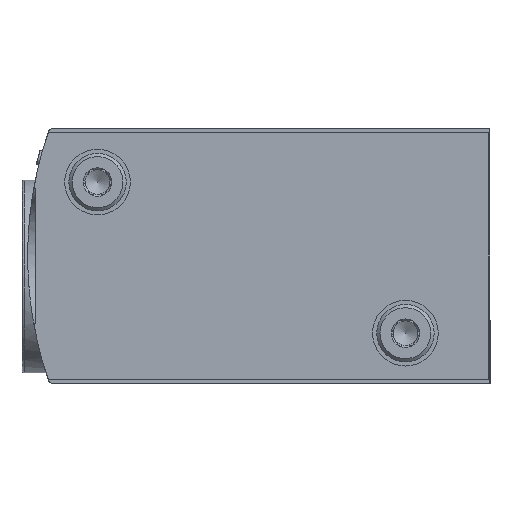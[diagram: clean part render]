
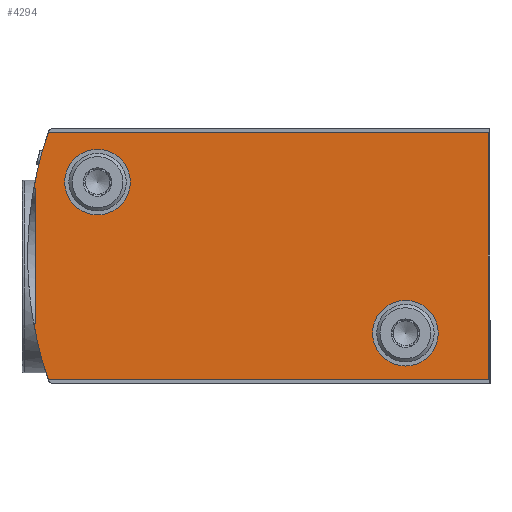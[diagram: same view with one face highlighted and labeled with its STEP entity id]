
A CAD part, left-side view. The second image highlights one B-rep face of the part: STEP entity #4294.
In plain terms, the highlighted planar face has unit normal (-1, 0, 0).
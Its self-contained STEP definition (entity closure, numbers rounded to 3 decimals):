
#512=LINE('',#7299,#875);
#513=LINE('',#7301,#876);
#514=LINE('',#7303,#877);
#515=LINE('',#7306,#878);
#516=LINE('',#7308,#879);
#517=LINE('',#7310,#880);
#875=VECTOR('',#5929,1000.);
#876=VECTOR('',#5930,1000.);
#877=VECTOR('',#5931,1000.);
#878=VECTOR('',#5934,1000.);
#879=VECTOR('',#5935,1000.);
#880=VECTOR('',#5936,1000.);
#1910=ORIENTED_EDGE('',*,*,#2580,.T.);
#1911=ORIENTED_EDGE('',*,*,#2581,.T.);
#1912=ORIENTED_EDGE('',*,*,#2582,.F.);
#1913=ORIENTED_EDGE('',*,*,#2583,.F.);
#1914=ORIENTED_EDGE('',*,*,#2584,.F.);
#1915=ORIENTED_EDGE('',*,*,#2577,.F.);
#1916=ORIENTED_EDGE('',*,*,#2585,.F.);
#1917=ORIENTED_EDGE('',*,*,#2586,.F.);
#1918=ORIENTED_EDGE('',*,*,#2587,.F.);
#1919=ORIENTED_EDGE('',*,*,#2588,.F.);
#1920=ORIENTED_EDGE('',*,*,#2589,.F.);
#1921=ORIENTED_EDGE('',*,*,#2573,.F.);
#2573=EDGE_CURVE('',#3009,#3011,#3230,.T.);
#2577=EDGE_CURVE('',#3014,#3015,#3232,.T.);
#2580=EDGE_CURVE('',#3017,#3017,#3233,.T.);
#2581=EDGE_CURVE('',#3018,#3018,#3234,.T.);
#2582=EDGE_CURVE('',#3019,#3009,#512,.T.);
#2583=EDGE_CURVE('',#3020,#3019,#513,.T.);
#2584=EDGE_CURVE('',#3015,#3020,#514,.T.);
#2585=EDGE_CURVE('',#3021,#3014,#3235,.T.);
#2586=EDGE_CURVE('',#3022,#3021,#515,.T.);
#2587=EDGE_CURVE('',#3023,#3022,#516,.T.);
#2588=EDGE_CURVE('',#3024,#3023,#517,.T.);
#2589=EDGE_CURVE('',#3011,#3024,#3236,.T.);
#3009=VERTEX_POINT('',#7270);
#3011=VERTEX_POINT('',#7273);
#3014=VERTEX_POINT('',#7279);
#3015=VERTEX_POINT('',#7281);
#3017=VERTEX_POINT('',#7296);
#3018=VERTEX_POINT('',#7298);
#3019=VERTEX_POINT('',#7300);
#3020=VERTEX_POINT('',#7302);
#3021=VERTEX_POINT('',#7305);
#3022=VERTEX_POINT('',#7307);
#3023=VERTEX_POINT('',#7309);
#3024=VERTEX_POINT('',#7311);
#3230=CIRCLE('',#4753,46.5);
#3232=CIRCLE('',#4755,46.5);
#3233=CIRCLE('',#4757,4.);
#3234=CIRCLE('',#4758,4.);
#3235=CIRCLE('',#4759,0.2);
#3236=CIRCLE('',#4760,0.2);
#3534=EDGE_LOOP('',(#1910));
#3535=EDGE_LOOP('',(#1911));
#3536=EDGE_LOOP('',(#1912,#1913,#1914,#1915,#1916,#1917,#1918,#1919,#1920,
#1921));
#3876=FACE_BOUND('',#3534,.T.);
#3877=FACE_BOUND('',#3535,.T.);
#3878=FACE_BOUND('',#3536,.T.);
#4064=PLANE('',#4756);
#4294=ADVANCED_FACE('',(#3876,#3877,#3878),#4064,.F.);
#4753=AXIS2_PLACEMENT_3D('',#7272,#5914,#5915);
#4755=AXIS2_PLACEMENT_3D('',#7280,#5920,#5921);
#4756=AXIS2_PLACEMENT_3D('',#7294,#5923,#5924);
#4757=AXIS2_PLACEMENT_3D('',#7295,#5925,#5926);
#4758=AXIS2_PLACEMENT_3D('',#7297,#5927,#5928);
#4759=AXIS2_PLACEMENT_3D('',#7304,#5932,#5933);
#4760=AXIS2_PLACEMENT_3D('',#7312,#5937,#5938);
#5914=DIRECTION('',(1.,0.,0.));
#5915=DIRECTION('',(0.,0.,-1.));
#5920=DIRECTION('',(1.,0.,0.));
#5921=DIRECTION('',(0.,0.,-1.));
#5923=DIRECTION('',(1.,0.,0.));
#5924=DIRECTION('',(0.,0.,-1.));
#5925=DIRECTION('',(1.,0.,0.));
#5926=DIRECTION('',(0.,0.,-1.));
#5927=DIRECTION('',(1.,0.,0.));
#5928=DIRECTION('',(0.,0.,-1.));
#5929=DIRECTION('',(0.,1.,0.));
#5930=DIRECTION('',(0.,0.,1.));
#5931=DIRECTION('',(0.,-1.,0.));
#5932=DIRECTION('',(1.,0.,0.));
#5933=DIRECTION('',(0.,0.,-1.));
#5934=DIRECTION('',(0.,1.,0.));
#5935=DIRECTION('',(0.,0.,-1.));
#5936=DIRECTION('',(0.,-1.,0.));
#5937=DIRECTION('',(1.,0.,0.));
#5938=DIRECTION('',(0.,0.,-1.));
#7270=CARTESIAN_POINT('',(0.,55.562,8.25));
#7272=CARTESIAN_POINT('',(0.,9.8,0.));
#7273=CARTESIAN_POINT('',(0.,53.86,14.864));
#7279=CARTESIAN_POINT('',(0.,53.86,-14.864));
#7280=CARTESIAN_POINT('',(0.,9.8,0.));
#7281=CARTESIAN_POINT('',(0.,55.562,-8.25));
#7294=CARTESIAN_POINT('',(0.,53.671,14.8));
#7295=CARTESIAN_POINT('',(0.,10.3,-9.4));
#7296=CARTESIAN_POINT('',(0.,10.3,-13.4));
#7297=CARTESIAN_POINT('',(0.,47.8,9.));
#7298=CARTESIAN_POINT('',(0.,47.8,5.));
#7299=CARTESIAN_POINT('',(0.,53.671,8.25));
#7300=CARTESIAN_POINT('',(0.,55.3,8.25));
#7301=CARTESIAN_POINT('',(0.,55.3,14.8));
#7302=CARTESIAN_POINT('',(0.,55.3,-8.25));
#7303=CARTESIAN_POINT('',(0.,53.671,-8.25));
#7304=CARTESIAN_POINT('',(0.,53.671,-14.8));
#7305=CARTESIAN_POINT('',(0.,53.671,-15.));
#7306=CARTESIAN_POINT('',(0.,0.2,-15.));
#7307=CARTESIAN_POINT('',(0.,0.2,-15.));
#7308=CARTESIAN_POINT('',(0.,0.2,15.));
#7309=CARTESIAN_POINT('',(0.,0.2,15.));
#7310=CARTESIAN_POINT('',(0.,53.671,15.));
#7311=CARTESIAN_POINT('',(0.,53.671,15.));
#7312=CARTESIAN_POINT('',(0.,53.671,14.8));
